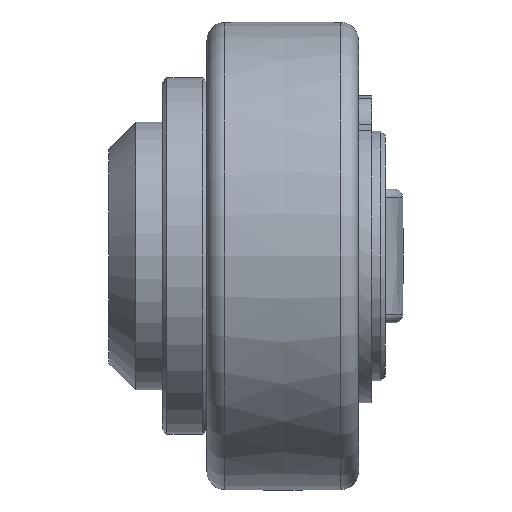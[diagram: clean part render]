
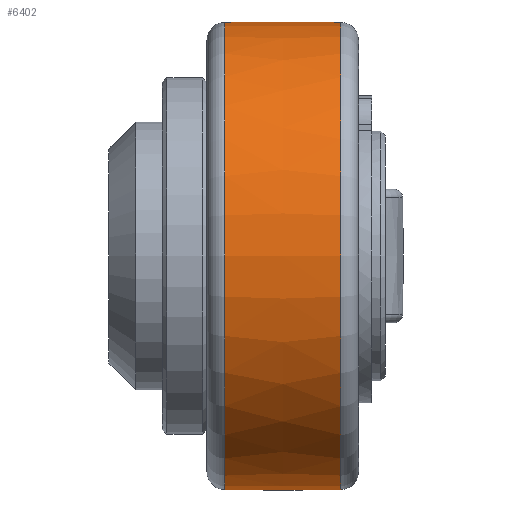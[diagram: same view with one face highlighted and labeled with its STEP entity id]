
A CAD part, front view. The second image highlights one B-rep face of the part: STEP entity #6402.
In plain terms, the highlighted free-form (B-spline) face has degree [2, 2] with [3, 9] control points.
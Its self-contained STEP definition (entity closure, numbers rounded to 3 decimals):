
#20=(
BOUNDED_SURFACE()
B_SPLINE_SURFACE(2,2,((#12212,#12213,#12214,#12215,#12216,#12217,#12218,
#12219,#12220),(#12221,#12222,#12223,#12224,#12225,#12226,#12227,#12228,
#12229),(#12230,#12231,#12232,#12233,#12234,#12235,#12236,#12237,#12238)),
 .UNSPECIFIED.,.F.,.T.,.F.)
B_SPLINE_SURFACE_WITH_KNOTS((3,3),(3,2,2,2,3),(-0.013,0.013),
(-3.142,-1.571,0.,1.571,3.142),
 .UNSPECIFIED.)
GEOMETRIC_REPRESENTATION_ITEM()
RATIONAL_B_SPLINE_SURFACE(((1.,0.707,1.,0.707,1.,
0.707,1.,0.707,1.),(1.,0.707,
1.,0.707,1.,0.707,
1.,0.707,1.),(1.,0.707,
1.,0.707,1.,0.707,1.,0.707,1.)))
REPRESENTATION_ITEM('')
SURFACE()
);
#929=FACE_OUTER_BOUND('',#1321,.T.);
#1321=EDGE_LOOP('',(#5641,#5642,#5643,#5644,#5645,#5646));
#2174=CIRCLE('',#7633,26.207);
#2175=CIRCLE('',#7634,26.207);
#2177=CIRCLE('',#7636,500.);
#2178=CIRCLE('',#7637,26.207);
#2179=CIRCLE('',#7638,26.207);
#2682=VERTEX_POINT('',#12206);
#2683=VERTEX_POINT('',#12208);
#2684=VERTEX_POINT('',#12239);
#2685=VERTEX_POINT('',#12241);
#3715=EDGE_CURVE('',#2682,#2683,#2174,.T.);
#3716=EDGE_CURVE('',#2683,#2682,#2175,.T.);
#3718=EDGE_CURVE('',#2682,#2684,#2177,.T.);
#3719=EDGE_CURVE('',#2685,#2684,#2178,.T.);
#3720=EDGE_CURVE('',#2684,#2685,#2179,.T.);
#5641=ORIENTED_EDGE('',*,*,#3716,.F.);
#5642=ORIENTED_EDGE('',*,*,#3715,.F.);
#5643=ORIENTED_EDGE('',*,*,#3718,.T.);
#5644=ORIENTED_EDGE('',*,*,#3719,.F.);
#5645=ORIENTED_EDGE('',*,*,#3720,.F.);
#5646=ORIENTED_EDGE('',*,*,#3718,.F.);
#6402=ADVANCED_FACE('',(#929),#20,.F.);
#7633=AXIS2_PLACEMENT_3D('',#12209,#10245,#10246);
#7634=AXIS2_PLACEMENT_3D('',#12210,#10247,#10248);
#7636=AXIS2_PLACEMENT_3D('',#12240,#10251,#10252);
#7637=AXIS2_PLACEMENT_3D('',#12242,#10253,#10254);
#7638=AXIS2_PLACEMENT_3D('',#12243,#10255,#10256);
#10245=DIRECTION('center_axis',(1.,0.,0.));
#10246=DIRECTION('ref_axis',(0.,1.,0.));
#10247=DIRECTION('center_axis',(1.,0.,0.));
#10248=DIRECTION('ref_axis',(0.,1.,0.));
#10251=DIRECTION('center_axis',(0.,1.,0.));
#10252=DIRECTION('ref_axis',(0.,0.,-1.));
#10253=DIRECTION('center_axis',(-1.,0.,0.));
#10254=DIRECTION('ref_axis',(0.,1.,0.));
#10255=DIRECTION('center_axis',(-1.,0.,0.));
#10256=DIRECTION('ref_axis',(0.,1.,0.));
#12206=CARTESIAN_POINT('',(7.626,1.998,-26.207));
#12208=CARTESIAN_POINT('',(7.626,-24.209,0.));
#12209=CARTESIAN_POINT('Origin',(7.626,1.998,0.));
#12210=CARTESIAN_POINT('Origin',(7.626,1.998,0.));
#12212=CARTESIAN_POINT('Ctrl Pts',(-5.426,1.998,-26.207));
#12213=CARTESIAN_POINT('Ctrl Pts',(-5.426,28.206,-26.207));
#12214=CARTESIAN_POINT('Ctrl Pts',(-5.426,28.206,0.));
#12215=CARTESIAN_POINT('Ctrl Pts',(-5.426,28.206,26.207));
#12216=CARTESIAN_POINT('Ctrl Pts',(-5.426,1.998,26.207));
#12217=CARTESIAN_POINT('Ctrl Pts',(-5.426,-24.209,
26.207));
#12218=CARTESIAN_POINT('Ctrl Pts',(-5.426,-24.209,
0.));
#12219=CARTESIAN_POINT('Ctrl Pts',(-5.426,-24.209,
-26.207));
#12220=CARTESIAN_POINT('Ctrl Pts',(-5.426,1.998,-26.207));
#12221=CARTESIAN_POINT('Ctrl Pts',(1.1,1.998,-26.293));
#12222=CARTESIAN_POINT('Ctrl Pts',(1.1,28.291,-26.293));
#12223=CARTESIAN_POINT('Ctrl Pts',(1.1,28.291,0.));
#12224=CARTESIAN_POINT('Ctrl Pts',(1.1,28.291,26.293));
#12225=CARTESIAN_POINT('Ctrl Pts',(1.1,1.998,26.293));
#12226=CARTESIAN_POINT('Ctrl Pts',(1.1,-24.294,26.293));
#12227=CARTESIAN_POINT('Ctrl Pts',(1.1,-24.294,0.));
#12228=CARTESIAN_POINT('Ctrl Pts',(1.1,-24.294,-26.293));
#12229=CARTESIAN_POINT('Ctrl Pts',(1.1,1.998,-26.293));
#12230=CARTESIAN_POINT('Ctrl Pts',(7.626,1.998,-26.207));
#12231=CARTESIAN_POINT('Ctrl Pts',(7.626,28.206,-26.207));
#12232=CARTESIAN_POINT('Ctrl Pts',(7.626,28.206,0.));
#12233=CARTESIAN_POINT('Ctrl Pts',(7.626,28.206,26.207));
#12234=CARTESIAN_POINT('Ctrl Pts',(7.626,1.998,26.207));
#12235=CARTESIAN_POINT('Ctrl Pts',(7.626,-24.209,26.207));
#12236=CARTESIAN_POINT('Ctrl Pts',(7.626,-24.209,0.));
#12237=CARTESIAN_POINT('Ctrl Pts',(7.626,-24.209,-26.207));
#12238=CARTESIAN_POINT('Ctrl Pts',(7.626,1.998,-26.207));
#12239=CARTESIAN_POINT('',(-5.426,1.998,-26.207));
#12240=CARTESIAN_POINT('Origin',(1.1,1.998,473.75));
#12241=CARTESIAN_POINT('',(-5.426,-24.209,0.));
#12242=CARTESIAN_POINT('Origin',(-5.426,1.998,0.));
#12243=CARTESIAN_POINT('Origin',(-5.426,1.998,0.));
